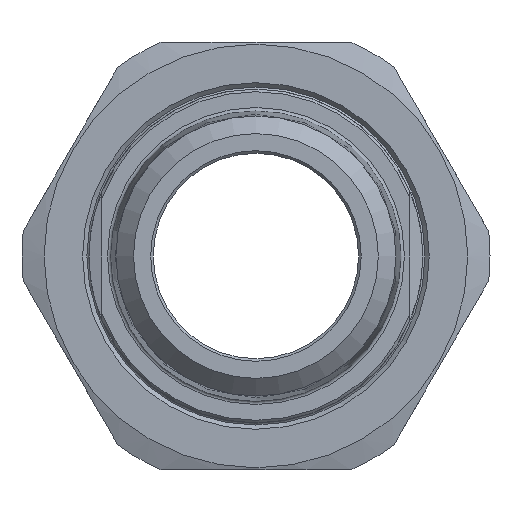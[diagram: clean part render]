
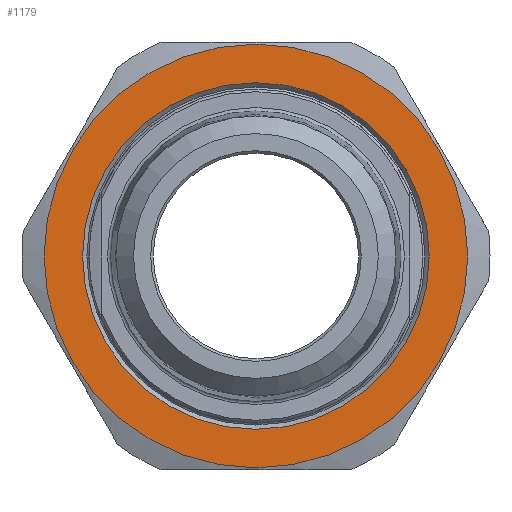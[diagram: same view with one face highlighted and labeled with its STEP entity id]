
A CAD part, left-side view. The second image highlights one B-rep face of the part: STEP entity #1179.
In plain terms, the highlighted planar face has unit normal (-1, 0, 0).
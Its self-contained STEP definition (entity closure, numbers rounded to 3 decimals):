
#48=FACE_BOUND('',#220,.T.);
#107=PLANE('',#1345);
#145=FACE_OUTER_BOUND('',#219,.T.);
#219=EDGE_LOOP('',(#878));
#220=EDGE_LOOP('',(#879));
#418=CIRCLE('',#1335,24.75);
#419=CIRCLE('',#1340,20.25);
#528=VERTEX_POINT('',#2012);
#529=VERTEX_POINT('',#2022);
#658=EDGE_CURVE('',#528,#528,#418,.T.);
#660=EDGE_CURVE('',#529,#529,#419,.T.);
#878=ORIENTED_EDGE('',*,*,#658,.T.);
#879=ORIENTED_EDGE('',*,*,#660,.F.);
#1179=ADVANCED_FACE('',(#145,#48),#107,.F.);
#1335=AXIS2_PLACEMENT_3D('',#2014,#1558,#1559);
#1340=AXIS2_PLACEMENT_3D('',#2023,#1568,#1569);
#1345=AXIS2_PLACEMENT_3D('',#2033,#1580,#1581);
#1558=DIRECTION('center_axis',(-1.,0.,0.));
#1559=DIRECTION('ref_axis',(0.,1.,0.));
#1568=DIRECTION('center_axis',(-1.,0.,0.));
#1569=DIRECTION('ref_axis',(0.,-1.,0.));
#1580=DIRECTION('center_axis',(1.,0.,0.));
#1581=DIRECTION('ref_axis',(0.,0.,-1.));
#2012=CARTESIAN_POINT('',(-18.5,-24.75,0.));
#2014=CARTESIAN_POINT('Origin',(-18.5,0.,0.));
#2022=CARTESIAN_POINT('',(-18.5,20.25,0.));
#2023=CARTESIAN_POINT('Origin',(-18.5,0.,0.));
#2033=CARTESIAN_POINT('Origin',(-18.5,0.,0.));
